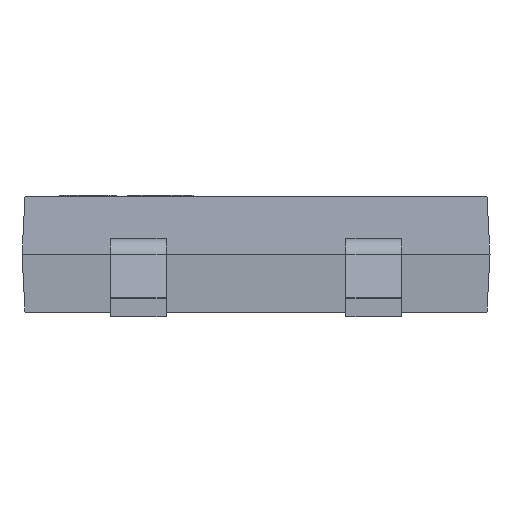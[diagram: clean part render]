
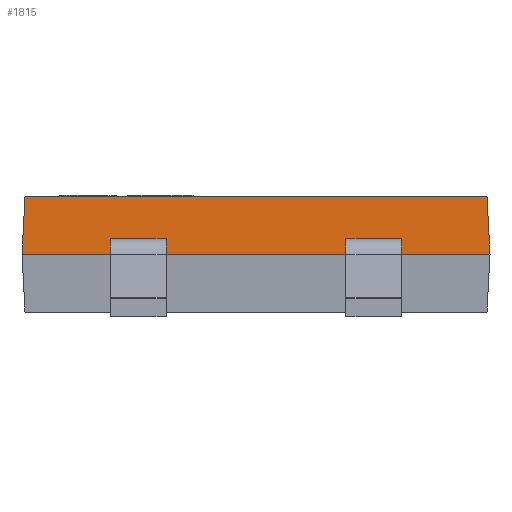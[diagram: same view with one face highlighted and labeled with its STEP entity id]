
A CAD part, front view. The second image highlights one B-rep face of the part: STEP entity #1815.
In plain terms, the highlighted planar face has unit normal (0, -0.999, 0.052).
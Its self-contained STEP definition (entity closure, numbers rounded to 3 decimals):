
#83 = DIRECTION ( 'NONE',  ( 0., -0.052, -0.999 ) ) ;
#697 = CARTESIAN_POINT ( 'NONE',  ( 2.492, -2.192, 0.625 ) ) ;
#721 = EDGE_CURVE ( 'NONE', #2580, #8074, #1756, .T. ) ;
#799 = EDGE_LOOP ( 'NONE', ( #9312, #4561, #2149, #5103, #5324, #2852, #10208, #8192, #3114, #7651, #4495, #5234 ) ) ;
#994 = EDGE_CURVE ( 'NONE', #2757, #4933, #1295, .T. ) ;
#1037 = CARTESIAN_POINT ( 'NONE',  ( -2.525, -2.225, 0. ) ) ;
#1295 = LINE ( 'NONE', #2439, #12726 ) ;
#1418 = LINE ( 'NONE', #1698, #13973 ) ;
#1683 = EDGE_CURVE ( 'NONE', #4445, #2757, #13457, .T. ) ;
#1698 = CARTESIAN_POINT ( 'NONE',  ( -1.57, -2.225, 0. ) ) ;
#1755 = CARTESIAN_POINT ( 'NONE',  ( 1.57, -2.216, 0.165 ) ) ;
#1756 = LINE ( 'NONE', #8208, #2328 ) ;
#1815 = ADVANCED_FACE ( 'NONE', ( #6427 ), #3123, .T. ) ;
#1928 = CARTESIAN_POINT ( 'NONE',  ( -2.525, -2.225, 0. ) ) ;
#2149 = ORIENTED_EDGE ( 'NONE', *, *, #5089, .T. ) ;
#2328 = VECTOR ( 'NONE', #9521, 1000. ) ;
#2439 = CARTESIAN_POINT ( 'NONE',  ( -2.525, -2.225, 0. ) ) ;
#2455 = LINE ( 'NONE', #5681, #4263 ) ;
#2580 = VERTEX_POINT ( 'NONE', #7091 ) ;
#2594 = AXIS2_PLACEMENT_3D ( 'NONE', #1928, #10614, #6208 ) ;
#2640 = CARTESIAN_POINT ( 'NONE',  ( 1.57, -2.225, 0. ) ) ;
#2722 = CARTESIAN_POINT ( 'NONE',  ( 2.525, -2.225, 0. ) ) ;
#2757 = VERTEX_POINT ( 'NONE', #9349 ) ;
#2852 = ORIENTED_EDGE ( 'NONE', *, *, #10464, .F. ) ;
#3079 = LINE ( 'NONE', #11788, #9071 ) ;
#3114 = ORIENTED_EDGE ( 'NONE', *, *, #994, .T. ) ;
#3123 = PLANE ( 'NONE',  #2594 ) ;
#3230 = DIRECTION ( 'NONE',  ( 0., 0.052, 0.999 ) ) ;
#3253 = VECTOR ( 'NONE', #13535, 1000. ) ;
#3422 = CARTESIAN_POINT ( 'NONE',  ( -2.525, -2.225, 0. ) ) ;
#3567 = EDGE_CURVE ( 'NONE', #4697, #7291, #1418, .T. ) ;
#4263 = VECTOR ( 'NONE', #4763, 1000. ) ;
#4422 = VERTEX_POINT ( 'NONE', #12652 ) ;
#4444 = CARTESIAN_POINT ( 'NONE',  ( -2.525, -2.216, 0.165 ) ) ;
#4445 = VERTEX_POINT ( 'NONE', #1755 ) ;
#4495 = ORIENTED_EDGE ( 'NONE', *, *, #4656, .F. ) ;
#4561 = ORIENTED_EDGE ( 'NONE', *, *, #3567, .T. ) ;
#4656 = EDGE_CURVE ( 'NONE', #2580, #6293, #2455, .T. ) ;
#4697 = VERTEX_POINT ( 'NONE', #5096 ) ;
#4763 = DIRECTION ( 'NONE',  ( 1., 0., 0. ) ) ;
#4916 = VERTEX_POINT ( 'NONE', #8952 ) ;
#4933 = VERTEX_POINT ( 'NONE', #2722 ) ;
#5089 = EDGE_CURVE ( 'NONE', #7291, #4916, #8706, .T. ) ;
#5096 = CARTESIAN_POINT ( 'NONE',  ( -1.57, -2.225, 0. ) ) ;
#5103 = ORIENTED_EDGE ( 'NONE', *, *, #7240, .F. ) ;
#5234 = ORIENTED_EDGE ( 'NONE', *, *, #721, .T. ) ;
#5324 = ORIENTED_EDGE ( 'NONE', *, *, #6069, .T. ) ;
#5681 = CARTESIAN_POINT ( 'NONE',  ( -2.525, -2.192, 0.625 ) ) ;
#5712 = DIRECTION ( 'NONE',  ( 0., 0.052, 0.999 ) ) ;
#5952 = CARTESIAN_POINT ( 'NONE',  ( 0.97, -2.225, 0. ) ) ;
#6069 = EDGE_CURVE ( 'NONE', #4422, #10730, #8774, .T. ) ;
#6208 = DIRECTION ( 'NONE',  ( 0., -0.052, -0.999 ) ) ;
#6293 = VERTEX_POINT ( 'NONE', #697 ) ;
#6322 = CARTESIAN_POINT ( 'NONE',  ( -1.57, -2.216, 0.165 ) ) ;
#6427 = FACE_OUTER_BOUND ( 'NONE', #799, .T. ) ;
#6559 = VECTOR ( 'NONE', #9674, 1000. ) ;
#6585 = CARTESIAN_POINT ( 'NONE',  ( -2.525, -2.216, 0.165 ) ) ;
#6980 = VERTEX_POINT ( 'NONE', #10317 ) ;
#7091 = CARTESIAN_POINT ( 'NONE',  ( -2.492, -2.192, 0.625 ) ) ;
#7240 = EDGE_CURVE ( 'NONE', #4422, #4916, #9724, .T. ) ;
#7291 = VERTEX_POINT ( 'NONE', #6322 ) ;
#7571 = LINE ( 'NONE', #3422, #13720 ) ;
#7645 = DIRECTION ( 'NONE',  ( 1., 0., 0. ) ) ;
#7651 = ORIENTED_EDGE ( 'NONE', *, *, #8282, .F. ) ;
#7797 = CARTESIAN_POINT ( 'NONE',  ( 2.513, -2.213, 0.232 ) ) ;
#8074 = VERTEX_POINT ( 'NONE', #12220 ) ;
#8139 = VECTOR ( 'NONE', #13009, 1000. ) ;
#8192 = ORIENTED_EDGE ( 'NONE', *, *, #1683, .T. ) ;
#8208 = CARTESIAN_POINT ( 'NONE',  ( -2.525, -2.225, 0. ) ) ;
#8236 = EDGE_CURVE ( 'NONE', #8074, #4697, #7571, .T. ) ;
#8280 = VECTOR ( 'NONE', #3230, 1000. ) ;
#8282 = EDGE_CURVE ( 'NONE', #6293, #4933, #13179, .T. ) ;
#8706 = LINE ( 'NONE', #4444, #8139 ) ;
#8774 = LINE ( 'NONE', #1037, #6559 ) ;
#8952 = CARTESIAN_POINT ( 'NONE',  ( -0.97, -2.216, 0.165 ) ) ;
#9071 = VECTOR ( 'NONE', #83, 1000. ) ;
#9312 = ORIENTED_EDGE ( 'NONE', *, *, #8236, .T. ) ;
#9349 = CARTESIAN_POINT ( 'NONE',  ( 1.57, -2.225, 0. ) ) ;
#9521 = DIRECTION ( 'NONE',  ( -0.052, -0.052, -0.997 ) ) ;
#9674 = DIRECTION ( 'NONE',  ( 1., 0., 0. ) ) ;
#9724 = LINE ( 'NONE', #12844, #8280 ) ;
#10208 = ORIENTED_EDGE ( 'NONE', *, *, #12890, .F. ) ;
#10317 = CARTESIAN_POINT ( 'NONE',  ( 0.97, -2.216, 0.165 ) ) ;
#10464 = EDGE_CURVE ( 'NONE', #6980, #10730, #3079, .T. ) ;
#10614 = DIRECTION ( 'NONE',  ( 0., -0.999, 0.052 ) ) ;
#10704 = LINE ( 'NONE', #6585, #11051 ) ;
#10730 = VERTEX_POINT ( 'NONE', #5952 ) ;
#11051 = VECTOR ( 'NONE', #13896, 1000. ) ;
#11788 = CARTESIAN_POINT ( 'NONE',  ( 0.97, -2.225, 0. ) ) ;
#12126 = DIRECTION ( 'NONE',  ( 0.052, -0.052, -0.997 ) ) ;
#12220 = CARTESIAN_POINT ( 'NONE',  ( -2.525, -2.225, 0. ) ) ;
#12384 = VECTOR ( 'NONE', #12126, 1000. ) ;
#12652 = CARTESIAN_POINT ( 'NONE',  ( -0.97, -2.225, 0. ) ) ;
#12726 = VECTOR ( 'NONE', #13257, 1000. ) ;
#12844 = CARTESIAN_POINT ( 'NONE',  ( -0.97, -2.225, 0. ) ) ;
#12890 = EDGE_CURVE ( 'NONE', #4445, #6980, #10704, .T. ) ;
#13009 = DIRECTION ( 'NONE',  ( 1., 0., 0. ) ) ;
#13179 = LINE ( 'NONE', #7797, #12384 ) ;
#13257 = DIRECTION ( 'NONE',  ( 1., 0., 0. ) ) ;
#13457 = LINE ( 'NONE', #2640, #3253 ) ;
#13535 = DIRECTION ( 'NONE',  ( 0., -0.052, -0.999 ) ) ;
#13720 = VECTOR ( 'NONE', #7645, 1000. ) ;
#13896 = DIRECTION ( 'NONE',  ( -1., 0., 0. ) ) ;
#13973 = VECTOR ( 'NONE', #5712, 1000. ) ;
